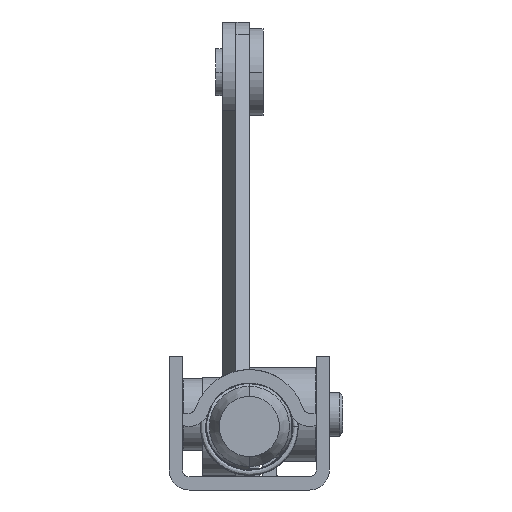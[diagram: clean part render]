
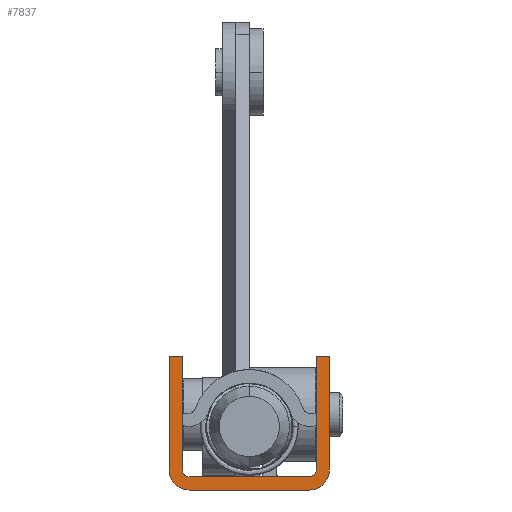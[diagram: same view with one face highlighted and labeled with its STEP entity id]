
A CAD part, front view. The second image highlights one B-rep face of the part: STEP entity #7837.
In plain terms, the highlighted planar face has unit normal (0, -1, 0).
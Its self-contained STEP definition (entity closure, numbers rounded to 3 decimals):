
#134 = PLANE ( 'NONE',  #14917 ) ;
#391 = DIRECTION ( 'NONE',  ( 1., 0., 0. ) ) ;
#1210 = CARTESIAN_POINT ( 'NONE',  ( 12., -135., 0. ) ) ;
#1390 = ORIENTED_EDGE ( 'NONE', *, *, #22341, .F. ) ;
#1493 = VECTOR ( 'NONE', #17801, 1000. ) ;
#1653 = LINE ( 'NONE', #15232, #19452 ) ;
#1701 = DIRECTION ( 'NONE',  ( 0., 1., 0. ) ) ;
#1931 = EDGE_CURVE ( 'NONE', #21003, #20525, #21567, .T. ) ;
#1978 = EDGE_CURVE ( 'NONE', #10174, #11018, #20240, .T. ) ;
#2015 = CARTESIAN_POINT ( 'NONE',  ( -10., -135., -17. ) ) ;
#2076 = LINE ( 'NONE', #11086, #15323 ) ;
#2490 = ORIENTED_EDGE ( 'NONE', *, *, #13113, .F. ) ;
#2550 = CARTESIAN_POINT ( 'NONE',  ( -10., -135., 0. ) ) ;
#2569 = EDGE_CURVE ( 'NONE', #2696, #21003, #21825, .T. ) ;
#2696 = VERTEX_POINT ( 'NONE', #20596 ) ;
#3042 = ORIENTED_EDGE ( 'NONE', *, *, #6649, .F. ) ;
#4318 = ORIENTED_EDGE ( 'NONE', *, *, #11387, .F. ) ;
#4486 = DIRECTION ( 'NONE',  ( 0., 0., 1. ) ) ;
#4970 = VECTOR ( 'NONE', #9758, 1000. ) ;
#5171 = CARTESIAN_POINT ( 'NONE',  ( 10., -135., 0. ) ) ;
#5412 = AXIS2_PLACEMENT_3D ( 'NONE', #17824, #12485, #9015 ) ;
#5805 = ORIENTED_EDGE ( 'NONE', *, *, #1978, .F. ) ;
#5941 = CARTESIAN_POINT ( 'NONE',  ( -12., -135., 0. ) ) ;
#6221 = CARTESIAN_POINT ( 'NONE',  ( -9., -135., -20. ) ) ;
#6630 = CARTESIAN_POINT ( 'NONE',  ( -9., -135., -17. ) ) ;
#6649 = EDGE_CURVE ( 'NONE', #11365, #18327, #14720, .T. ) ;
#6734 = CARTESIAN_POINT ( 'NONE',  ( 9., -135., -18. ) ) ;
#6931 = DIRECTION ( 'NONE',  ( 0., 1., 0. ) ) ;
#7220 = VECTOR ( 'NONE', #391, 1000. ) ;
#7233 = ORIENTED_EDGE ( 'NONE', *, *, #2569, .F. ) ;
#7410 = CARTESIAN_POINT ( 'NONE',  ( 10., -135., 0. ) ) ;
#7784 = DIRECTION ( 'NONE',  ( 0., 0., -1. ) ) ;
#7837 = ADVANCED_FACE ( 'NONE', ( #17148 ), #134, .F. ) ;
#7859 = DIRECTION ( 'NONE',  ( 1., 0., 0. ) ) ;
#7893 = LINE ( 'NONE', #2550, #18128 ) ;
#8168 = CARTESIAN_POINT ( 'NONE',  ( -10., -135., 0. ) ) ;
#8265 = DIRECTION ( 'NONE',  ( -1., 0., 0. ) ) ;
#8524 = DIRECTION ( 'NONE',  ( 0., 0., 1. ) ) ;
#8548 = DIRECTION ( 'NONE',  ( 1., 0., 0. ) ) ;
#9015 = DIRECTION ( 'NONE',  ( 0., 0., 1. ) ) ;
#9070 = EDGE_CURVE ( 'NONE', #19202, #2696, #12524, .T. ) ;
#9528 = LINE ( 'NONE', #10940, #11702 ) ;
#9588 = AXIS2_PLACEMENT_3D ( 'NONE', #6630, #18805, #18667 ) ;
#9758 = DIRECTION ( 'NONE',  ( 0., 0., -1. ) ) ;
#9817 = CARTESIAN_POINT ( 'NONE',  ( 9., -135., -17. ) ) ;
#9895 = ORIENTED_EDGE ( 'NONE', *, *, #1931, .F. ) ;
#9991 = VECTOR ( 'NONE', #8265, 1000. ) ;
#10174 = VERTEX_POINT ( 'NONE', #2015 ) ;
#10599 = CARTESIAN_POINT ( 'NONE',  ( -9., -135., -20. ) ) ;
#10940 = CARTESIAN_POINT ( 'NONE',  ( 10., -135., -17. ) ) ;
#11018 = VERTEX_POINT ( 'NONE', #18441 ) ;
#11086 = CARTESIAN_POINT ( 'NONE',  ( -12., -135., 0. ) ) ;
#11365 = VERTEX_POINT ( 'NONE', #17902 ) ;
#11366 = ORIENTED_EDGE ( 'NONE', *, *, #9070, .F. ) ;
#11387 = EDGE_CURVE ( 'NONE', #21675, #11602, #15210, .T. ) ;
#11407 = DIRECTION ( 'NONE',  ( 0., 1., 0. ) ) ;
#11549 = DIRECTION ( 'NONE',  ( 0., 0., 1. ) ) ;
#11602 = VERTEX_POINT ( 'NONE', #13064 ) ;
#11702 = VECTOR ( 'NONE', #4486, 1000. ) ;
#11783 = AXIS2_PLACEMENT_3D ( 'NONE', #9817, #11407, #11549 ) ;
#12439 = ORIENTED_EDGE ( 'NONE', *, *, #19612, .F. ) ;
#12485 = DIRECTION ( 'NONE',  ( 0., -1., 0. ) ) ;
#12524 = LINE ( 'NONE', #18495, #4970 ) ;
#13064 = CARTESIAN_POINT ( 'NONE',  ( 10., -135., -17. ) ) ;
#13113 = EDGE_CURVE ( 'NONE', #18327, #21305, #2076, .T. ) ;
#13930 = LINE ( 'NONE', #7410, #7220 ) ;
#14051 = ORIENTED_EDGE ( 'NONE', *, *, #21214, .F. ) ;
#14720 = LINE ( 'NONE', #20738, #1493 ) ;
#14914 = EDGE_CURVE ( 'NONE', #22328, #19202, #13930, .T. ) ;
#14917 = AXIS2_PLACEMENT_3D ( 'NONE', #17318, #6931, #19102 ) ;
#15101 = AXIS2_PLACEMENT_3D ( 'NONE', #17036, #1701, #8524 ) ;
#15210 = CIRCLE ( 'NONE', #5412, 1. ) ;
#15232 = CARTESIAN_POINT ( 'NONE',  ( -9., -135., -18. ) ) ;
#15323 = VECTOR ( 'NONE', #7859, 1000. ) ;
#15915 = CARTESIAN_POINT ( 'NONE',  ( 9., -135., -20. ) ) ;
#16199 = ORIENTED_EDGE ( 'NONE', *, *, #14914, .F. ) ;
#17036 = CARTESIAN_POINT ( 'NONE',  ( -9., -135., -17. ) ) ;
#17148 = FACE_OUTER_BOUND ( 'NONE', #17716, .T. ) ;
#17318 = CARTESIAN_POINT ( 'NONE',  ( -9., -135., -17. ) ) ;
#17716 = EDGE_LOOP ( 'NONE', ( #2490, #3042, #1390, #9895, #7233, #11366, #16199, #12439, #4318, #18871, #5805, #14051 ) ) ;
#17801 = DIRECTION ( 'NONE',  ( 0., 0., 1. ) ) ;
#17824 = CARTESIAN_POINT ( 'NONE',  ( 9., -135., -17. ) ) ;
#17902 = CARTESIAN_POINT ( 'NONE',  ( -12., -135., -17. ) ) ;
#18128 = VECTOR ( 'NONE', #7784, 1000. ) ;
#18327 = VERTEX_POINT ( 'NONE', #5941 ) ;
#18441 = CARTESIAN_POINT ( 'NONE',  ( -9., -135., -18. ) ) ;
#18495 = CARTESIAN_POINT ( 'NONE',  ( 12., -135., -17. ) ) ;
#18667 = DIRECTION ( 'NONE',  ( 0., 0., 1. ) ) ;
#18805 = DIRECTION ( 'NONE',  ( 0., -1., 0. ) ) ;
#18871 = ORIENTED_EDGE ( 'NONE', *, *, #21644, .F. ) ;
#19102 = DIRECTION ( 'NONE',  ( 0., 0., 1. ) ) ;
#19202 = VERTEX_POINT ( 'NONE', #1210 ) ;
#19452 = VECTOR ( 'NONE', #8548, 1000. ) ;
#19612 = EDGE_CURVE ( 'NONE', #11602, #22328, #9528, .T. ) ;
#20240 = CIRCLE ( 'NONE', #9588, 1. ) ;
#20259 = CIRCLE ( 'NONE', #15101, 3. ) ;
#20525 = VERTEX_POINT ( 'NONE', #6221 ) ;
#20596 = CARTESIAN_POINT ( 'NONE',  ( 12., -135., -17. ) ) ;
#20738 = CARTESIAN_POINT ( 'NONE',  ( -12., -135., 0. ) ) ;
#21003 = VERTEX_POINT ( 'NONE', #15915 ) ;
#21214 = EDGE_CURVE ( 'NONE', #21305, #10174, #7893, .T. ) ;
#21305 = VERTEX_POINT ( 'NONE', #8168 ) ;
#21567 = LINE ( 'NONE', #10599, #9991 ) ;
#21644 = EDGE_CURVE ( 'NONE', #11018, #21675, #1653, .T. ) ;
#21675 = VERTEX_POINT ( 'NONE', #6734 ) ;
#21825 = CIRCLE ( 'NONE', #11783, 3. ) ;
#22328 = VERTEX_POINT ( 'NONE', #5171 ) ;
#22341 = EDGE_CURVE ( 'NONE', #20525, #11365, #20259, .T. ) ;
